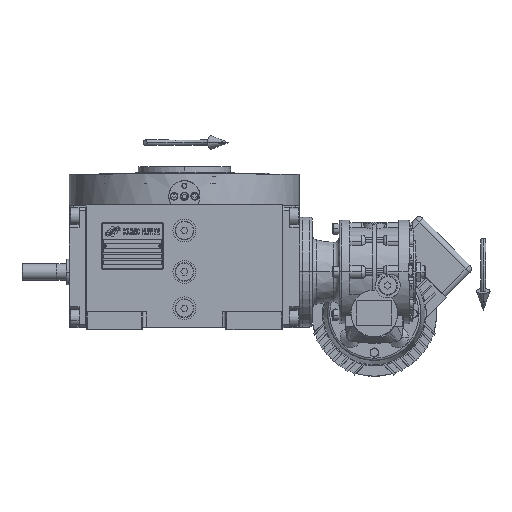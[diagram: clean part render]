
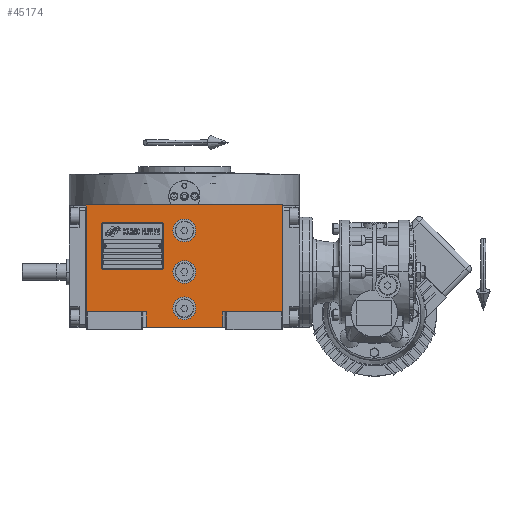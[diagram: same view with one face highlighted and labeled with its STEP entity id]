
A CAD part, top view. The second image highlights one B-rep face of the part: STEP entity #45174.
In plain terms, the highlighted planar face has unit normal (0, 0, 1).
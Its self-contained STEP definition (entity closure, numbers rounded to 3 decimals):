
#67 = EDGE_CURVE ( 'NONE', #49736, #94297, #14353, .T. ) ;
#804 = ORIENTED_EDGE ( 'NONE', *, *, #97027, .F. ) ;
#2170 = EDGE_CURVE ( 'NONE', #38596, #38977, #80857, .T. ) ;
#2205 = CARTESIAN_POINT ( 'NONE',  ( -94.5, 64.5, 163.5 ) ) ;
#3143 = CARTESIAN_POINT ( 'NONE',  ( 94.5, -38.5, 163.5 ) ) ;
#4736 = CARTESIAN_POINT ( 'NONE',  ( -37., -38.5, 163.5 ) ) ;
#8083 = VECTOR ( 'NONE', #47302, 1000. ) ;
#8191 = ORIENTED_EDGE ( 'NONE', *, *, #116440, .F. ) ;
#8624 = EDGE_CURVE ( 'NONE', #84200, #71332, #86056, .T. ) ;
#8951 = EDGE_CURVE ( 'NONE', #109196, #38977, #19643, .T. ) ;
#11210 = ORIENTED_EDGE ( 'NONE', *, *, #49648, .F. ) ;
#12964 = FACE_BOUND ( 'NONE', #95307, .T. ) ;
#12983 = LINE ( 'NONE', #61252, #29531 ) ;
#14353 = LINE ( 'NONE', #3143, #46554 ) ;
#16822 = LINE ( 'NONE', #36287, #64151 ) ;
#17538 = CARTESIAN_POINT ( 'NONE',  ( 37., -53.5, 163.5 ) ) ;
#19643 = LINE ( 'NONE', #94822, #8083 ) ;
#19654 = LINE ( 'NONE', #96689, #85593 ) ;
#21712 = VECTOR ( 'NONE', #88597, 1000. ) ;
#21842 = EDGE_CURVE ( 'NONE', #38596, #32435, #12983, .T. ) ;
#21916 = CARTESIAN_POINT ( 'NONE',  ( 11., 40., 163.5 ) ) ;
#22297 = DIRECTION ( 'NONE',  ( 0., 0., 1. ) ) ;
#22816 = LINE ( 'NONE', #2205, #21712 ) ;
#22949 = DIRECTION ( 'NONE',  ( -1., 0., 0. ) ) ;
#24460 = DIRECTION ( 'NONE',  ( 0., 0., 1. ) ) ;
#24584 = DIRECTION ( 'NONE',  ( 0., 1., 0. ) ) ;
#27299 = AXIS2_PLACEMENT_3D ( 'NONE', #70575, #108705, #22949 ) ;
#28753 = EDGE_CURVE ( 'NONE', #113687, #94297, #22816, .T. ) ;
#29531 = VECTOR ( 'NONE', #41236, 1000. ) ;
#30980 = VERTEX_POINT ( 'NONE', #55412 ) ;
#31289 = VECTOR ( 'NONE', #24584, 1000. ) ;
#32435 = VERTEX_POINT ( 'NONE', #4736 ) ;
#32671 = ORIENTED_EDGE ( 'NONE', *, *, #57866, .T. ) ;
#35097 = DIRECTION ( 'NONE',  ( 1., 0., 0. ) ) ;
#36287 = CARTESIAN_POINT ( 'NONE',  ( 37., -38.5, 163.5 ) ) ;
#36961 = DIRECTION ( 'NONE',  ( -1., 0., 0. ) ) ;
#37185 = ORIENTED_EDGE ( 'NONE', *, *, #2170, .T. ) ;
#38148 = AXIS2_PLACEMENT_3D ( 'NONE', #40949, #79124, #117268 ) ;
#38350 = DIRECTION ( 'NONE',  ( 1., 0., 0. ) ) ;
#38596 = VERTEX_POINT ( 'NONE', #85957 ) ;
#38968 = CARTESIAN_POINT ( 'NONE',  ( 0., 0., 163.5 ) ) ;
#38977 = VERTEX_POINT ( 'NONE', #17538 ) ;
#40949 = CARTESIAN_POINT ( 'NONE',  ( 0., 40., 163.5 ) ) ;
#41236 = DIRECTION ( 'NONE',  ( 0., 1., 0. ) ) ;
#43437 = LINE ( 'NONE', #119737, #31289 ) ;
#44133 = CARTESIAN_POINT ( 'NONE',  ( -11., 40., 163.5 ) ) ;
#45174 = ADVANCED_FACE ( 'NONE', ( #79996, #52443, #12964, #100588 ), #109977, .T. ) ;
#46554 = VECTOR ( 'NONE', #109532, 1000. ) ;
#47302 = DIRECTION ( 'NONE',  ( 0., -1., 0. ) ) ;
#47592 = CIRCLE ( 'NONE', #83559, 11. ) ;
#48395 = ORIENTED_EDGE ( 'NONE', *, *, #118857, .F. ) ;
#48470 = ORIENTED_EDGE ( 'NONE', *, *, #21842, .F. ) ;
#49648 = EDGE_CURVE ( 'NONE', #81289, #80880, #117242, .T. ) ;
#49736 = VERTEX_POINT ( 'NONE', #85782 ) ;
#51884 = CARTESIAN_POINT ( 'NONE',  ( -11., -35., 163.5 ) ) ;
#52443 = FACE_BOUND ( 'NONE', #121824, .T. ) ;
#52962 = ORIENTED_EDGE ( 'NONE', *, *, #92074, .F. ) ;
#53057 = CARTESIAN_POINT ( 'NONE',  ( -94.5, -53.5, 163.5 ) ) ;
#53277 = EDGE_LOOP ( 'NONE', ( #37185, #93051, #108049, #76769, #105996, #73555, #32671, #48470 ) ) ;
#53898 = CARTESIAN_POINT ( 'NONE',  ( -37., -53.5, 163.5 ) ) ;
#55337 = AXIS2_PLACEMENT_3D ( 'NONE', #110232, #24460, #36961 ) ;
#55412 = CARTESIAN_POINT ( 'NONE',  ( -11., 0., 163.5 ) ) ;
#57866 = EDGE_CURVE ( 'NONE', #85756, #32435, #19654, .T. ) ;
#57925 = DIRECTION ( 'NONE',  ( 1., 0., 0. ) ) ;
#58006 = AXIS2_PLACEMENT_3D ( 'NONE', #108662, #22297, #98679 ) ;
#61252 = CARTESIAN_POINT ( 'NONE',  ( -37., -53.5, 163.5 ) ) ;
#64151 = VECTOR ( 'NONE', #95097, 1000. ) ;
#70575 = CARTESIAN_POINT ( 'NONE',  ( 0., 0., 163.5 ) ) ;
#70854 = AXIS2_PLACEMENT_3D ( 'NONE', #116599, #114737, #115364 ) ;
#71332 = VERTEX_POINT ( 'NONE', #21916 ) ;
#71507 = CARTESIAN_POINT ( 'NONE',  ( 11., 0., 163.5 ) ) ;
#73555 = ORIENTED_EDGE ( 'NONE', *, *, #90931, .F. ) ;
#75527 = CARTESIAN_POINT ( 'NONE',  ( 94.5, 64.5, 163.5 ) ) ;
#76769 = ORIENTED_EDGE ( 'NONE', *, *, #67, .T. ) ;
#79124 = DIRECTION ( 'NONE',  ( 0., 0., 1. ) ) ;
#79996 = FACE_BOUND ( 'NONE', #94961, .T. ) ;
#80857 = LINE ( 'NONE', #53898, #104839 ) ;
#80880 = VERTEX_POINT ( 'NONE', #118350 ) ;
#81289 = VERTEX_POINT ( 'NONE', #51884 ) ;
#81315 = CIRCLE ( 'NONE', #27299, 11. ) ;
#82212 = CARTESIAN_POINT ( 'NONE',  ( -94.5, 64.5, 163.5 ) ) ;
#83559 = AXIS2_PLACEMENT_3D ( 'NONE', #38968, #122841, #38350 ) ;
#84200 = VERTEX_POINT ( 'NONE', #44133 ) ;
#85593 = VECTOR ( 'NONE', #57925, 1000. ) ;
#85756 = VERTEX_POINT ( 'NONE', #115037 ) ;
#85782 = CARTESIAN_POINT ( 'NONE',  ( 94.5, -38.5, 163.5 ) ) ;
#85957 = CARTESIAN_POINT ( 'NONE',  ( -37., -53.5, 163.5 ) ) ;
#86056 = CIRCLE ( 'NONE', #58006, 11. ) ;
#87391 = ORIENTED_EDGE ( 'NONE', *, *, #8624, .F. ) ;
#88597 = DIRECTION ( 'NONE',  ( 1., 0., 0. ) ) ;
#89375 = DIRECTION ( 'NONE',  ( 0., 0., 1. ) ) ;
#90931 = EDGE_CURVE ( 'NONE', #85756, #113687, #43437, .T. ) ;
#92074 = EDGE_CURVE ( 'NONE', #94477, #30980, #47592, .T. ) ;
#93051 = ORIENTED_EDGE ( 'NONE', *, *, #8951, .F. ) ;
#94152 = CIRCLE ( 'NONE', #38148, 11. ) ;
#94297 = VERTEX_POINT ( 'NONE', #75527 ) ;
#94477 = VERTEX_POINT ( 'NONE', #71507 ) ;
#94822 = CARTESIAN_POINT ( 'NONE',  ( 37., -38.5, 163.5 ) ) ;
#94961 = EDGE_LOOP ( 'NONE', ( #52962, #48395 ) ) ;
#95097 = DIRECTION ( 'NONE',  ( 1., 0., 0. ) ) ;
#95307 = EDGE_LOOP ( 'NONE', ( #804, #87391 ) ) ;
#96689 = CARTESIAN_POINT ( 'NONE',  ( -94.5, -38.5, 163.5 ) ) ;
#97027 = EDGE_CURVE ( 'NONE', #71332, #84200, #94152, .T. ) ;
#98679 = DIRECTION ( 'NONE',  ( -1., 0., 0. ) ) ;
#100588 = FACE_OUTER_BOUND ( 'NONE', #53277, .T. ) ;
#102765 = AXIS2_PLACEMENT_3D ( 'NONE', #53057, #89375, #119367 ) ;
#104839 = VECTOR ( 'NONE', #35097, 1000. ) ;
#104858 = CIRCLE ( 'NONE', #70854, 11. ) ;
#105996 = ORIENTED_EDGE ( 'NONE', *, *, #28753, .F. ) ;
#108049 = ORIENTED_EDGE ( 'NONE', *, *, #110835, .T. ) ;
#108662 = CARTESIAN_POINT ( 'NONE',  ( 0., 40., 163.5 ) ) ;
#108705 = DIRECTION ( 'NONE',  ( 0., 0., 1. ) ) ;
#109196 = VERTEX_POINT ( 'NONE', #109676 ) ;
#109532 = DIRECTION ( 'NONE',  ( 0., 1., 0. ) ) ;
#109676 = CARTESIAN_POINT ( 'NONE',  ( 37., -38.5, 163.5 ) ) ;
#109977 = PLANE ( 'NONE',  #102765 ) ;
#110232 = CARTESIAN_POINT ( 'NONE',  ( 0., -35., 163.5 ) ) ;
#110835 = EDGE_CURVE ( 'NONE', #109196, #49736, #16822, .T. ) ;
#113687 = VERTEX_POINT ( 'NONE', #82212 ) ;
#114737 = DIRECTION ( 'NONE',  ( 0., 0., 1. ) ) ;
#115037 = CARTESIAN_POINT ( 'NONE',  ( -94.5, -38.5, 163.5 ) ) ;
#115364 = DIRECTION ( 'NONE',  ( 1., 0., 0. ) ) ;
#116440 = EDGE_CURVE ( 'NONE', #80880, #81289, #104858, .T. ) ;
#116599 = CARTESIAN_POINT ( 'NONE',  ( 0., -35., 163.5 ) ) ;
#117242 = CIRCLE ( 'NONE', #55337, 11. ) ;
#117268 = DIRECTION ( 'NONE',  ( 1., 0., 0. ) ) ;
#118350 = CARTESIAN_POINT ( 'NONE',  ( 11., -35., 163.5 ) ) ;
#118857 = EDGE_CURVE ( 'NONE', #30980, #94477, #81315, .T. ) ;
#119367 = DIRECTION ( 'NONE',  ( 1., 0., 0. ) ) ;
#119737 = CARTESIAN_POINT ( 'NONE',  ( -94.5, -38.5, 163.5 ) ) ;
#121824 = EDGE_LOOP ( 'NONE', ( #8191, #11210 ) ) ;
#122841 = DIRECTION ( 'NONE',  ( 0., 0., 1. ) ) ;
